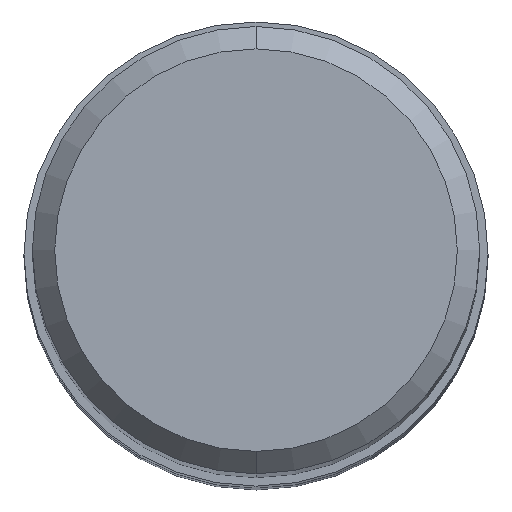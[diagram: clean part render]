
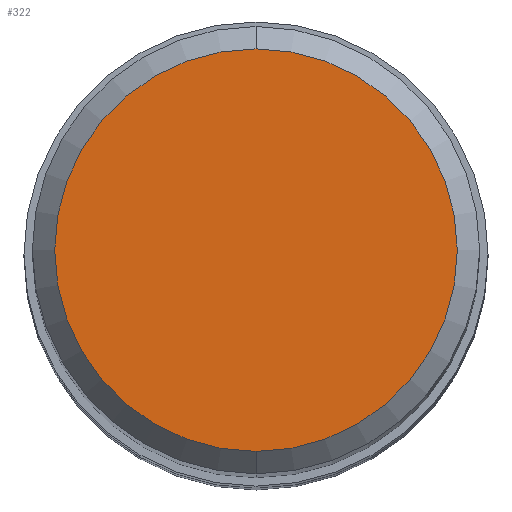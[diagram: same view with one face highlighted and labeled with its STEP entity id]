
A CAD part, top view. The second image highlights one B-rep face of the part: STEP entity #322.
In plain terms, the highlighted planar face has unit normal (0, 0, 1).
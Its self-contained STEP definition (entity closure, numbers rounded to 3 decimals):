
#272=EDGE_CURVE('',#434,#280,#575,.T.);
#280=VERTEX_POINT('',#584);
#322=ADVANCED_FACE('',(#630),#631,.T.);
#428=EDGE_CURVE('',#280,#434,#750,.T.);
#434=VERTEX_POINT('',#756);
#575=CIRCLE('',#1018,3.6);
#584=CARTESIAN_POINT('',(0.,-3.6,0.0));
#630=FACE_OUTER_BOUND('',#1113,.T.);
#631=PLANE('',#1114);
#750=CIRCLE('',#1334,3.6);
#756=CARTESIAN_POINT('',(0.0,3.6,0.0));
#1018=AXIS2_PLACEMENT_3D('',#1499,#1500,#1501);
#1113=EDGE_LOOP('',(#1563,#1564));
#1114=AXIS2_PLACEMENT_3D('',#1565,#1566,#1567);
#1334=AXIS2_PLACEMENT_3D('',#1732,#1733,#1734);
#1499=CARTESIAN_POINT('',(0.0,0.0,0.0));
#1500=DIRECTION('',(0.0,0.0,-1.0));
#1501=DIRECTION('',(0.0,1.0,0.0));
#1563=ORIENTED_EDGE('',*,*,#272,.F.);
#1564=ORIENTED_EDGE('',*,*,#428,.F.);
#1565=CARTESIAN_POINT('',(0.0,1.8,0.0));
#1566=DIRECTION('',(-0.0,0.0,1.0));
#1567=DIRECTION('',(0.0,-1.0,0.0));
#1732=CARTESIAN_POINT('',(0.0,0.0,0.0));
#1733=DIRECTION('',(0.0,0.0,-1.0));
#1734=DIRECTION('',(0.0,1.0,0.0));
